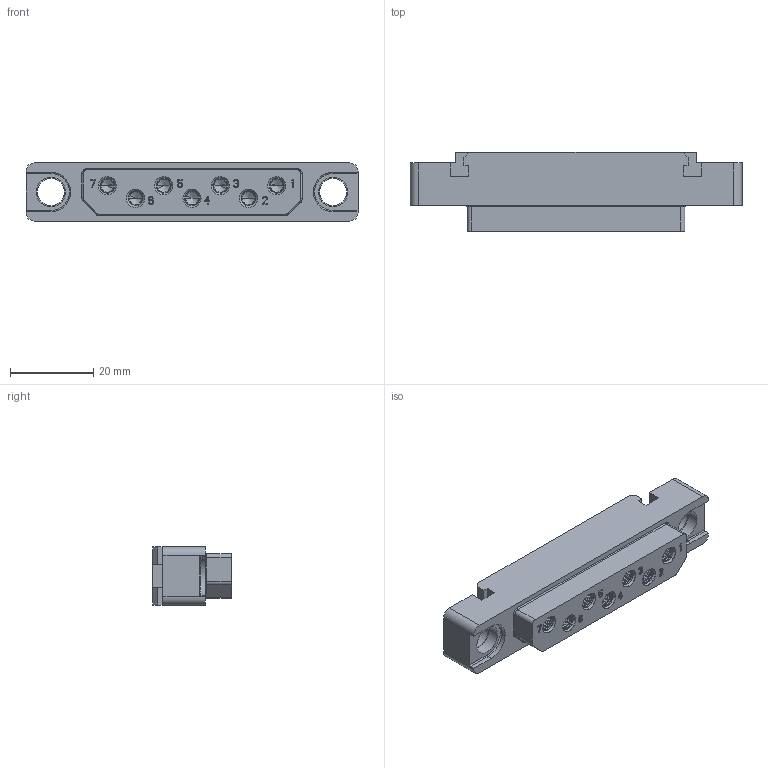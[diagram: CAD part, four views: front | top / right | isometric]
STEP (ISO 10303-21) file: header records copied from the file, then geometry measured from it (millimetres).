
FILE_DESCRIPTION((''),'2;1');
FILE_NAME('1900ND06S2X00D','2020-08-03T',('presta_be4'),(''),'CREO PARAMETRIC BY PTC INC, 2018360','CREO PARAMETRIC BY PTC INC, 2018360','');
FILE_SCHEMA(('CONFIG_CONTROL_DESIGN'));
Products named in the file (1): 1900ND06S2X00D
Bounding box: 80 x 19.2 x 14 mm (x, y, z)
Volume: 13060.9 mm3; surface area: 14274.3 mm2
Topology: 1 solids, 1 shells, 2078 faces, 5627 edges, 3632 vertices
Faces by surface type: plane 1145, cylinder 433, cone 340, torus 120, bspline 40
Entity records: 70889 total; most frequent: CARTESIAN_POINT 19471, ORIENTED_EDGE 11198, DIRECTION 10039, EDGE_CURVE 5599, VERTEX_POINT 3632, AXIS2_PLACEMENT_3D 3364, VECTOR 3311, LINE 3311
